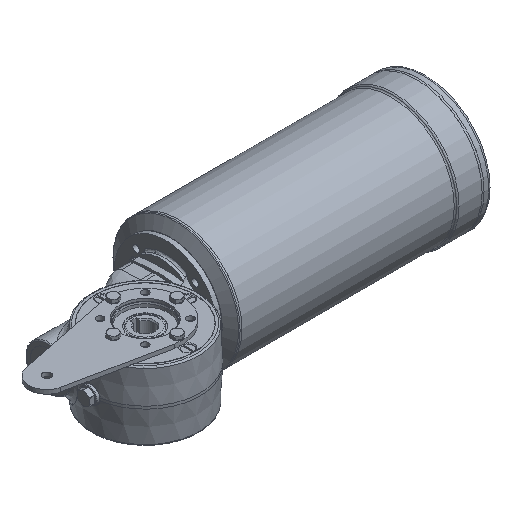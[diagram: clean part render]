
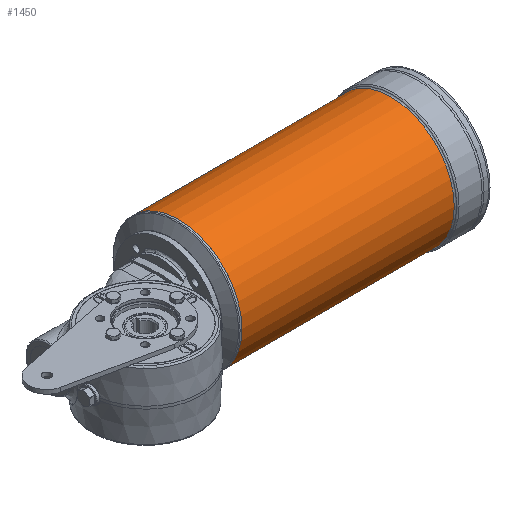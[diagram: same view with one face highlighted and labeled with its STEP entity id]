
A CAD part, isometric view. The second image highlights one B-rep face of the part: STEP entity #1450.
In plain terms, the highlighted cylindrical face has radius 64.5 mm (diameter 129 mm), a full revolution.
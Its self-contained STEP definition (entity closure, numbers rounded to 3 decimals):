
#1450 = ADVANCED_FACE( '', ( #3225, #3226 ), #3227, .T. );
#3225 = FACE_OUTER_BOUND( '', #8594, .T. );
#3226 = FACE_OUTER_BOUND( '', #8595, .T. );
#3227 = CYLINDRICAL_SURFACE( '', #8596, 64.5 );
#8594 = EDGE_LOOP( '', ( #13050 ) );
#8595 = EDGE_LOOP( '', ( #13051 ) );
#8596 = AXIS2_PLACEMENT_3D( '', #13052, #13053, #13054 );
#13050 = ORIENTED_EDGE( '', *, *, #14241, .T. );
#13051 = ORIENTED_EDGE( '', *, *, #14328, .T. );
#13052 = CARTESIAN_POINT( '', ( 239.168, 45., 0. ) );
#13053 = DIRECTION( '', ( -1., 0., 0. ) );
#13054 = DIRECTION( '', ( 0., 1., 0. ) );
#14241 = EDGE_CURVE( '', #16049, #16049, #16050, .F. );
#14328 = EDGE_CURVE( '', #16189, #16189, #16190, .T. );
#16049 = VERTEX_POINT( '', #18926 );
#16050 = CIRCLE( '', #18927, 64.5 );
#16189 = VERTEX_POINT( '', #19377 );
#16190 = CIRCLE( '', #19378, 64.5 );
#18926 = CARTESIAN_POINT( '', ( 295.172, 109.5, 0. ) );
#18927 = AXIS2_PLACEMENT_3D( '', #23121, #23122, #23123 );
#19377 = CARTESIAN_POINT( '', ( 79., 109.5, 0. ) );
#19378 = AXIS2_PLACEMENT_3D( '', #23240, #23241, #23242 );
#23121 = CARTESIAN_POINT( '', ( 295.172, 45., 0. ) );
#23122 = DIRECTION( '', ( 1., 0., 0. ) );
#23123 = DIRECTION( '', ( 0., 1., 0. ) );
#23240 = CARTESIAN_POINT( '', ( 79., 45., 0. ) );
#23241 = DIRECTION( '', ( 1., 0., 0. ) );
#23242 = DIRECTION( '', ( 0., 1., 0. ) );
